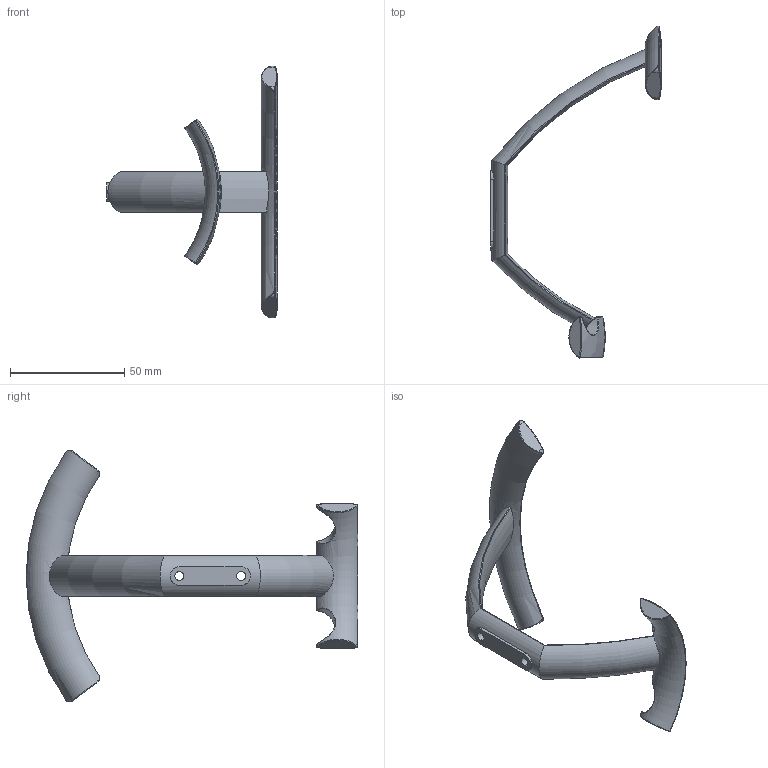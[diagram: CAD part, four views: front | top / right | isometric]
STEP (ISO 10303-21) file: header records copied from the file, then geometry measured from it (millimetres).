
FILE_DESCRIPTION(('Creo Elements/Direct Modeling STEP Export'),'2;1');
FILE_NAME('1098.stp','2018-08-28T11:49:46',(''),(''),'Creo Elements/Direct Modeling STEP processor for AP214 (Solid Model)','Creo Elements/Direct Modeling 20.0 12-Nov-2016 (C) Parametric Technology GmbH','');
FILE_SCHEMA(('AUTOMOTIVE_DESIGN { 1 0 10303 214 1 1 1 1 }'));
Products named in the file (1): 1098
Bounding box: 74.49 x 145 x 110 mm (x, y, z)
Volume: 30026.8 mm3; surface area: 14784.2 mm2
Topology: 1 solids, 1 shells, 441 faces, 1214 edges, 842 vertices
Faces by surface type: bspline 184, cylinder 160, torus 90, plane 7
Entity records: 83562 total; most frequent: CARTESIAN_POINT 75136, ORIENTED_EDGE 2412, EDGE_CURVE 1206, DIRECTION 860, VERTEX_POINT 842, EDGE_LOOP 520, FACE_OUTER_BOUND 441, ADVANCED_FACE 441
